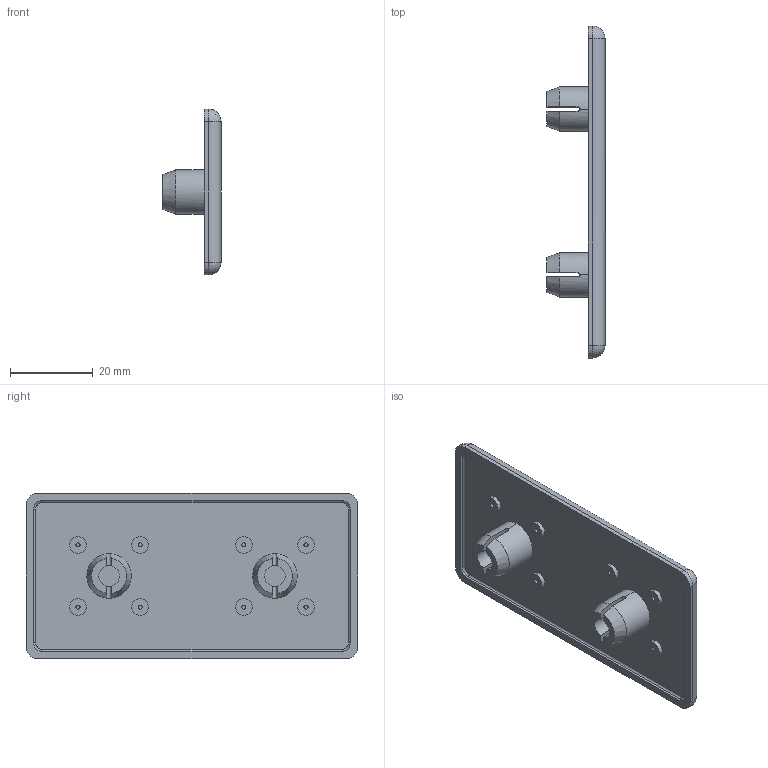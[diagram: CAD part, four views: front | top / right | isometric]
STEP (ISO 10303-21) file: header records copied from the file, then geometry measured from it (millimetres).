
FILE_DESCRIPTION (( 'STEP AP203' ), '1' );
FILE_NAME ('3_842_536_436_Bosch.step', '2024-06-10T10:48:05', ( '' ), ( '' ), 'SwSTEP 2.0', 'SolidWorks 2014', '' );
FILE_SCHEMA (( 'CONFIG_CONTROL_DESIGN' ));
Length unit declared in the file: millimetre
Products named in the file (1): 3_842_536_436_Bosch
Bounding box: 14 x 80 x 40 mm (x, y, z)
Volume: 11019.2 mm3; surface area: 8433.4 mm2
Topology: 1 solids, 1 shells, 115 faces, 272 edges, 174 vertices
Faces by surface type: cylinder 60, plane 41, cone 6, torus 4, sphere 4
Entity records: 3441 total; most frequent: CARTESIAN_POINT 706, DIRECTION 594, ORIENTED_EDGE 524, EDGE_CURVE 262, AXIS2_PLACEMENT_3D 240, VERTEX_POINT 168, EDGE_LOOP 134, CIRCLE 124
